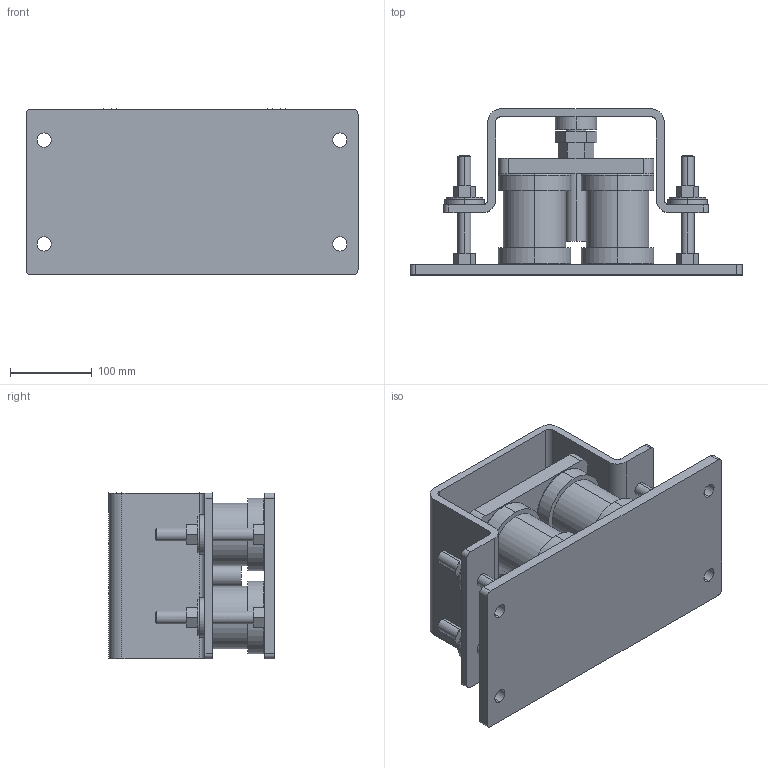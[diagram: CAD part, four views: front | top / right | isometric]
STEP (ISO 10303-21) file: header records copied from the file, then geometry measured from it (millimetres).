
FILE_DESCRIPTION (( 'STEP AP203' ), '1' );
FILE_NAME ('SMSR-4-BF Rev C.STEP', '2024-12-05T16:56:11', ( '' ), ( '' ), 'SwSTEP 2.0', 'SolidWorks 2016', '' );
FILE_SCHEMA (( 'CONFIG_CONTROL_DESIGN' ));
Length unit declared in the file: inch
Products named in the file (1): SMSR-4-BF Rev C
Bounding box: 406.4 x 203.2 x 203.2 mm (x, y, z)
Volume: 5377930.9 mm3; surface area: 627004.9 mm2
Topology: 1 solids, 1 shells, 232 faces, 570 edges, 372 vertices
Faces by surface type: plane 118, cylinder 90, torus 16, cone 8
Entity records: 7077 total; most frequent: DIRECTION 1256, CARTESIAN_POINT 1251, ORIENTED_EDGE 1140, EDGE_CURVE 570, AXIS2_PLACEMENT_3D 457, VERTEX_POINT 372, LINE 342, VECTOR 342
